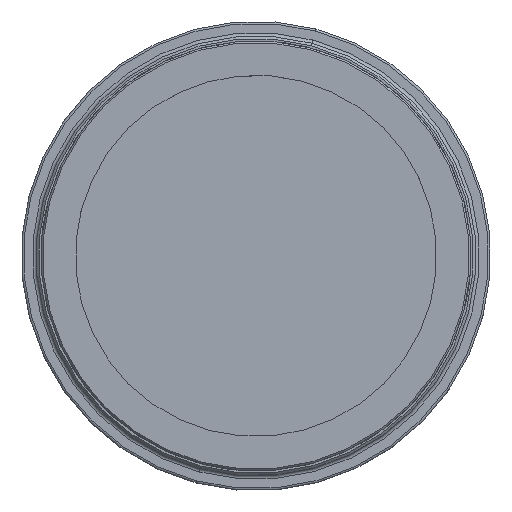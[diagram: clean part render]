
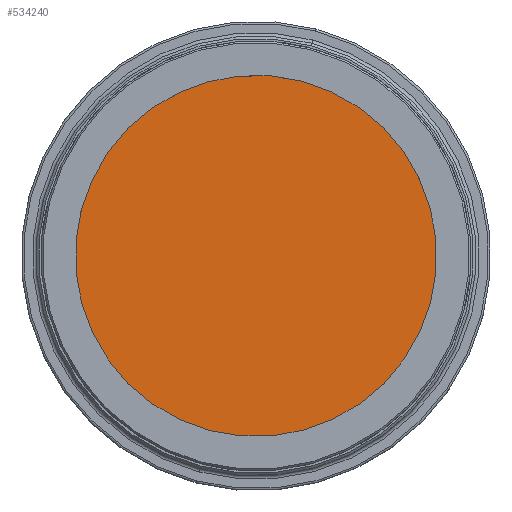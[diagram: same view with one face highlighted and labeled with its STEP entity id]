
A CAD part, top view. The second image highlights one B-rep face of the part: STEP entity #534240.
In plain terms, the highlighted face is planar.
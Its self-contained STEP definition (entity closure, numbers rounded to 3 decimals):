
#511260=CARTESIAN_POINT('',(0.,75.105,
0.));
#511270=DIRECTION('',(0.,1.,
0.));
#511280=DIRECTION('',(0.,0.,
-1.));
#511290=AXIS2_PLACEMENT_3D('',#511260,#511270,#511280);
#511300=CIRCLE('',#511290,42.5);
#511310=CARTESIAN_POINT('',(0.,75.105,-42.5))
;
#511320=VERTEX_POINT('',#511310);
#511330=CARTESIAN_POINT('',(-7.38,75.105,
-41.854));
#511340=VERTEX_POINT('',#511330);
#511350=EDGE_CURVE('',#511320,#511340,#511300,.T.);
#511480=CARTESIAN_POINT('',(7.38,75.105,
41.854));
#511490=VERTEX_POINT('',#511480);
#511520=EDGE_CURVE('',#511490,#511320,#511300,.T.);
#534130=CARTESIAN_POINT('',(38.608,75.105,
-15.681));
#534140=DIRECTION('',(0.,1.,
0.));
#534150=DIRECTION('',(-0.156,0.,
0.988));
#534160=AXIS2_PLACEMENT_3D('',#534130,#534140,#534150);
#534170=PLANE('',#534160);
#534180=EDGE_CURVE('',#511340,#511490,#511300,.T.);
#534190=ORIENTED_EDGE('',*,*,#534180,.T.);
#534200=ORIENTED_EDGE('',*,*,#511350,.T.);
#534210=ORIENTED_EDGE('',*,*,#511520,.T.);
#534220=EDGE_LOOP('',(#534210,#534200,#534190));
#534230=FACE_OUTER_BOUND('',#534220,.T.);
#534240=ADVANCED_FACE('',(#534230),#534170,.T.);
